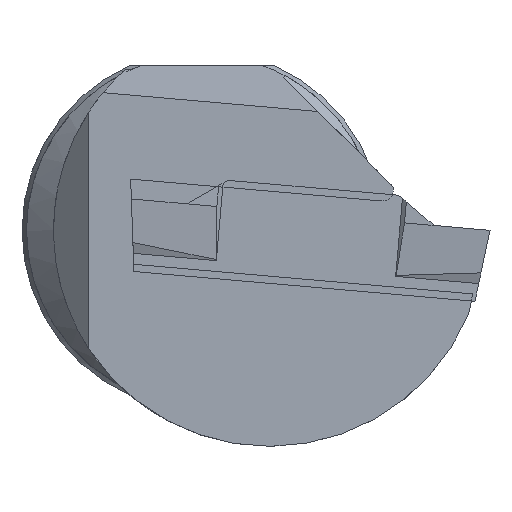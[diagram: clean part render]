
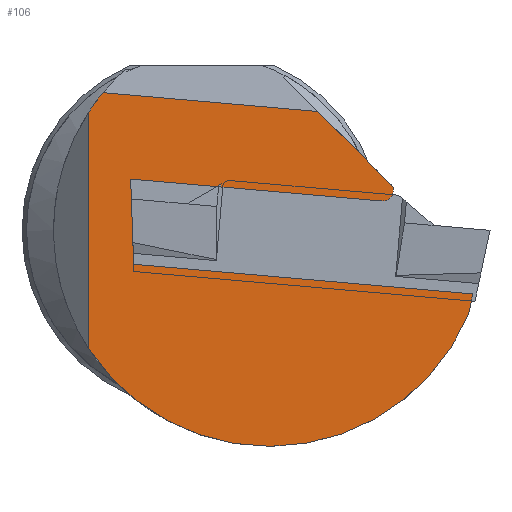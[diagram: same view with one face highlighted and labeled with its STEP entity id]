
A CAD part, left-side view. The second image highlights one B-rep face of the part: STEP entity #106.
In plain terms, the highlighted planar face has unit normal (-1, 0, 0).
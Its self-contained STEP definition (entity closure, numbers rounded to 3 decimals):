
#63=PLANE('',#1073);
#106=ADVANCED_FACE('',(#168),#63,.T.);
#168=FACE_OUTER_BOUND('',#222,.T.);
#222=EDGE_LOOP('',(#541,#542,#543,#544,#545,#546,#547,#548,#549,#550));
#296=CIRCLE('',#1070,0.6);
#297=CIRCLE('',#1071,12.);
#298=CIRCLE('',#1072,12.);
#312=LINE('',#1454,#415);
#318=LINE('',#1476,#421);
#319=LINE('',#1479,#422);
#320=LINE('',#1483,#423);
#321=LINE('',#1486,#424);
#322=LINE('',#1490,#425);
#323=LINE('',#1492,#426);
#415=VECTOR('',#1164,1.);
#421=VECTOR('',#1184,1.);
#422=VECTOR('',#1185,1.);
#423=VECTOR('',#1188,1.);
#424=VECTOR('',#1191,1.);
#425=VECTOR('',#1194,1.);
#426=VECTOR('',#1195,1.);
#541=ORIENTED_EDGE('',*,*,#924,.T.);
#542=ORIENTED_EDGE('',*,*,#925,.T.);
#543=ORIENTED_EDGE('',*,*,#926,.T.);
#544=ORIENTED_EDGE('',*,*,#927,.F.);
#545=ORIENTED_EDGE('',*,*,#914,.T.);
#546=ORIENTED_EDGE('',*,*,#928,.T.);
#547=ORIENTED_EDGE('',*,*,#929,.T.);
#548=ORIENTED_EDGE('',*,*,#930,.T.);
#549=ORIENTED_EDGE('',*,*,#931,.F.);
#550=ORIENTED_EDGE('',*,*,#932,.T.);
#817=VERTEX_POINT('',#1453);
#818=VERTEX_POINT('',#1455);
#827=VERTEX_POINT('',#1477);
#828=VERTEX_POINT('',#1478);
#829=VERTEX_POINT('',#1480);
#830=VERTEX_POINT('',#1482);
#831=VERTEX_POINT('',#1485);
#832=VERTEX_POINT('',#1487);
#833=VERTEX_POINT('',#1489);
#834=VERTEX_POINT('',#1491);
#914=EDGE_CURVE('',#818,#817,#312,.T.);
#924=EDGE_CURVE('',#827,#828,#318,.T.);
#925=EDGE_CURVE('',#828,#829,#319,.T.);
#926=EDGE_CURVE('',#829,#830,#296,.T.);
#927=EDGE_CURVE('',#818,#830,#320,.T.);
#928=EDGE_CURVE('',#817,#831,#297,.T.);
#929=EDGE_CURVE('',#831,#832,#321,.T.);
#930=EDGE_CURVE('',#832,#833,#298,.T.);
#931=EDGE_CURVE('',#834,#833,#322,.T.);
#932=EDGE_CURVE('',#834,#827,#323,.T.);
#1070=AXIS2_PLACEMENT_3D('',#1481,#1186,#1187);
#1071=AXIS2_PLACEMENT_3D('',#1484,#1189,#1190);
#1072=AXIS2_PLACEMENT_3D('',#1488,#1192,#1193);
#1073=AXIS2_PLACEMENT_3D('',#1493,#1196,#1197);
#1164=DIRECTION('',(0.,0.996,0.087));
#1184=DIRECTION('',(0.,0.035,0.999));
#1185=DIRECTION('',(0.,-0.996,-0.087));
#1186=DIRECTION('',(-1.,0.,0.));
#1187=DIRECTION('',(0.,0.,1.));
#1188=DIRECTION('',(0.,-0.707,-0.707));
#1189=DIRECTION('',(-1.,0.,0.));
#1190=DIRECTION('',(0.,0.,1.));
#1191=DIRECTION('',(0.,0.,-1.));
#1192=DIRECTION('',(-1.,0.,0.));
#1193=DIRECTION('',(0.,0.,1.));
#1194=DIRECTION('',(0.,0.208,-0.978));
#1195=DIRECTION('',(0.,0.996,0.087));
#1196=DIRECTION('',(-1.,0.,0.));
#1197=DIRECTION('',(0.,0.,1.));
#1453=CARTESIAN_POINT('',(0.3,5.497,7.648));
#1454=CARTESIAN_POINT('',(0.3,-0.622,7.113));
#1455=CARTESIAN_POINT('',(0.3,-6.43,6.605));
#1476=CARTESIAN_POINT('',(0.3,3.858,-0.135));
#1477=CARTESIAN_POINT('',(0.3,3.797,-1.882));
#1478=CARTESIAN_POINT('',(0.3,3.963,2.851));
#1479=CARTESIAN_POINT('',(0.3,-0.217,2.485));
#1480=CARTESIAN_POINT('',(0.3,-9.975,1.631));
#1481=CARTESIAN_POINT('',(0.3,-10.028,2.229));
#1482=CARTESIAN_POINT('',(0.3,-10.586,2.448));
#1483=CARTESIAN_POINT('',(0.3,-6.517,6.517));
#1484=CARTESIAN_POINT('',(0.3,-3.75,0.));
#1485=CARTESIAN_POINT('',(0.3,6.3,6.557));
#1486=CARTESIAN_POINT('',(0.3,6.3,0.));
#1487=CARTESIAN_POINT('',(0.3,6.3,-6.557));
#1488=CARTESIAN_POINT('',(0.3,-3.75,0.));
#1489=CARTESIAN_POINT('',(0.3,-14.805,-4.668));
#1490=CARTESIAN_POINT('',(0.3,-15.114,-3.213));
#1491=CARTESIAN_POINT('',(0.3,-15.047,-3.53));
#1492=CARTESIAN_POINT('',(0.3,0.192,-2.197));
#1493=CARTESIAN_POINT('',(0.3,0.,0.));
